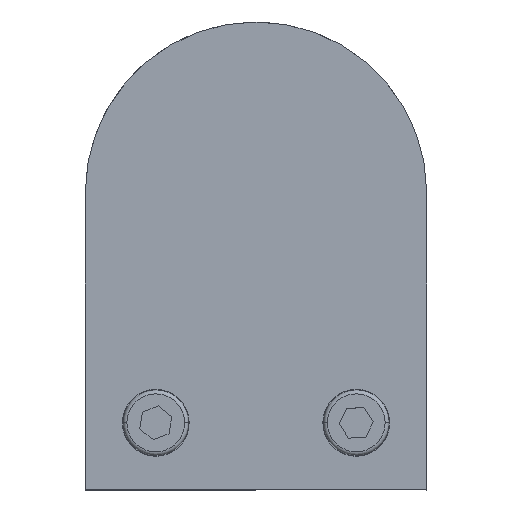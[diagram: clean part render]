
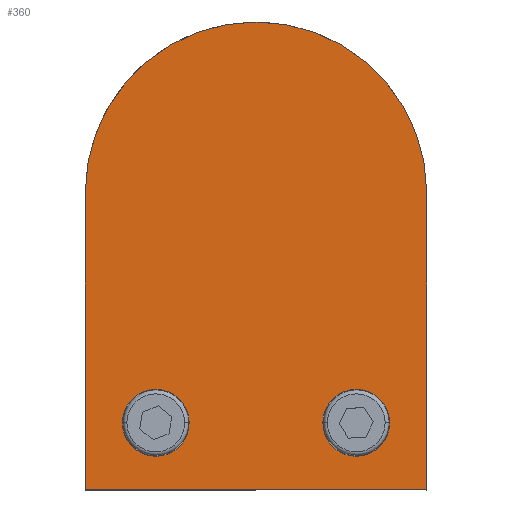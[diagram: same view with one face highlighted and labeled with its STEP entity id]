
A CAD part, top view. The second image highlights one B-rep face of the part: STEP entity #360.
In plain terms, the highlighted planar face has unit normal (0, 0, 1).
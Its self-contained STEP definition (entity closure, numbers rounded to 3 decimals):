
#23 = AXIS2_PLACEMENT_3D ( 'NONE', #2287, #320, #1091 ) ;
#81 = ORIENTED_EDGE ( 'NONE', *, *, #716, .F. ) ;
#101 = DIRECTION ( 'NONE',  ( 1., 0., 0. ) ) ;
#159 = CARTESIAN_POINT ( 'NONE',  ( 23., 17., 14.25 ) ) ;
#160 = AXIS2_PLACEMENT_3D ( 'NONE', #1944, #1885, #101 ) ;
#181 = EDGE_CURVE ( 'NONE', #2407, #1561, #2242, .T. ) ;
#183 = CIRCLE ( 'NONE', #1428, 4.5 ) ;
#194 = EDGE_CURVE ( 'NONE', #329, #548, #2194, .T. ) ;
#246 = CARTESIAN_POINT ( 'NONE',  ( -13.5, 26., 14.25 ) ) ;
#255 = DIRECTION ( 'NONE',  ( 0., 1., 0. ) ) ;
#309 = DIRECTION ( 'NONE',  ( -1., 0., 0. ) ) ;
#315 = FACE_BOUND ( 'NONE', #2060, .T. ) ;
#320 = DIRECTION ( 'NONE',  ( 0., 0., 1. ) ) ;
#329 = VERTEX_POINT ( 'NONE', #2542 ) ;
#360 = ADVANCED_FACE ( 'NONE', ( #315, #2481, #2343 ), #1897, .T. ) ;
#441 = CARTESIAN_POINT ( 'NONE',  ( 18., 26., 14.25 ) ) ;
#443 = CARTESIAN_POINT ( 'NONE',  ( -23., 0., 14.25 ) ) ;
#462 = CARTESIAN_POINT ( 'NONE',  ( 23., 0., 14.25 ) ) ;
#482 = EDGE_LOOP ( 'NONE', ( #1579, #1177, #2521, #1748 ) ) ;
#500 = CARTESIAN_POINT ( 'NONE',  ( 0., 17., 14.25 ) ) ;
#548 = VERTEX_POINT ( 'NONE', #441 ) ;
#641 = AXIS2_PLACEMENT_3D ( 'NONE', #1423, #1472, #2470 ) ;
#677 = DIRECTION ( 'NONE',  ( 1., 0., 0. ) ) ;
#701 = CARTESIAN_POINT ( 'NONE',  ( -9., 26., 14.25 ) ) ;
#716 = EDGE_CURVE ( 'NONE', #1836, #1248, #2262, .T. ) ;
#756 = VERTEX_POINT ( 'NONE', #2273 ) ;
#921 = DIRECTION ( 'NONE',  ( 1., 0., 0. ) ) ;
#1035 = CARTESIAN_POINT ( 'NONE',  ( -18., 26., 14.25 ) ) ;
#1091 = DIRECTION ( 'NONE',  ( 1., 0., 0. ) ) ;
#1131 = CARTESIAN_POINT ( 'NONE',  ( -23., 17., 14.25 ) ) ;
#1177 = ORIENTED_EDGE ( 'NONE', *, *, #181, .T. ) ;
#1179 = VECTOR ( 'NONE', #2427, 1000. ) ;
#1190 = EDGE_CURVE ( 'NONE', #1561, #756, #1762, .T. ) ;
#1211 = EDGE_CURVE ( 'NONE', #1248, #1836, #1913, .T. ) ;
#1232 = EDGE_CURVE ( 'NONE', #756, #1418, #1648, .T. ) ;
#1233 = DIRECTION ( 'NONE',  ( 1., 0., 0. ) ) ;
#1248 = VERTEX_POINT ( 'NONE', #1035 ) ;
#1418 = VERTEX_POINT ( 'NONE', #1131 ) ;
#1423 = CARTESIAN_POINT ( 'NONE',  ( 0., 57., 14.25 ) ) ;
#1428 = AXIS2_PLACEMENT_3D ( 'NONE', #2064, #1881, #921 ) ;
#1429 = ORIENTED_EDGE ( 'NONE', *, *, #2403, .F. ) ;
#1472 = DIRECTION ( 'NONE',  ( 0., 0., 1. ) ) ;
#1483 = DIRECTION ( 'NONE',  ( 0., 0., 1. ) ) ;
#1533 = VECTOR ( 'NONE', #255, 1000. ) ;
#1561 = VERTEX_POINT ( 'NONE', #2361 ) ;
#1579 = ORIENTED_EDGE ( 'NONE', *, *, #2368, .F. ) ;
#1617 = AXIS2_PLACEMENT_3D ( 'NONE', #246, #2261, #1233 ) ;
#1619 = CARTESIAN_POINT ( 'NONE',  ( 13.5, 26., 14.25 ) ) ;
#1648 = LINE ( 'NONE', #443, #1179 ) ;
#1696 = EDGE_LOOP ( 'NONE', ( #1429, #2349 ) ) ;
#1748 = ORIENTED_EDGE ( 'NONE', *, *, #1232, .T. ) ;
#1762 = CIRCLE ( 'NONE', #641, 23. ) ;
#1836 = VERTEX_POINT ( 'NONE', #701 ) ;
#1881 = DIRECTION ( 'NONE',  ( 0., 0., 1. ) ) ;
#1885 = DIRECTION ( 'NONE',  ( 0., 0., 1. ) ) ;
#1897 = PLANE ( 'NONE',  #160 ) ;
#1913 = CIRCLE ( 'NONE', #1617, 4.5 ) ;
#1934 = ORIENTED_EDGE ( 'NONE', *, *, #1211, .F. ) ;
#1944 = CARTESIAN_POINT ( 'NONE',  ( 0., 57., 14.25 ) ) ;
#2060 = EDGE_LOOP ( 'NONE', ( #81, #1934 ) ) ;
#2064 = CARTESIAN_POINT ( 'NONE',  ( 13.5, 26., 14.25 ) ) ;
#2194 = CIRCLE ( 'NONE', #2524, 4.5 ) ;
#2242 = LINE ( 'NONE', #462, #1533 ) ;
#2251 = LINE ( 'NONE', #500, #2548 ) ;
#2261 = DIRECTION ( 'NONE',  ( 0., 0., 1. ) ) ;
#2262 = CIRCLE ( 'NONE', #23, 4.5 ) ;
#2273 = CARTESIAN_POINT ( 'NONE',  ( -23., 57., 14.25 ) ) ;
#2287 = CARTESIAN_POINT ( 'NONE',  ( -13.5, 26., 14.25 ) ) ;
#2343 = FACE_OUTER_BOUND ( 'NONE', #482, .T. ) ;
#2349 = ORIENTED_EDGE ( 'NONE', *, *, #194, .F. ) ;
#2361 = CARTESIAN_POINT ( 'NONE',  ( 23., 57., 14.25 ) ) ;
#2368 = EDGE_CURVE ( 'NONE', #2407, #1418, #2251, .T. ) ;
#2403 = EDGE_CURVE ( 'NONE', #548, #329, #183, .T. ) ;
#2407 = VERTEX_POINT ( 'NONE', #159 ) ;
#2427 = DIRECTION ( 'NONE',  ( 0., -1., 0. ) ) ;
#2470 = DIRECTION ( 'NONE',  ( 1., 0., 0. ) ) ;
#2481 = FACE_BOUND ( 'NONE', #1696, .T. ) ;
#2521 = ORIENTED_EDGE ( 'NONE', *, *, #1190, .T. ) ;
#2524 = AXIS2_PLACEMENT_3D ( 'NONE', #1619, #1483, #677 ) ;
#2542 = CARTESIAN_POINT ( 'NONE',  ( 9., 26., 14.25 ) ) ;
#2548 = VECTOR ( 'NONE', #309, 1000. ) ;
